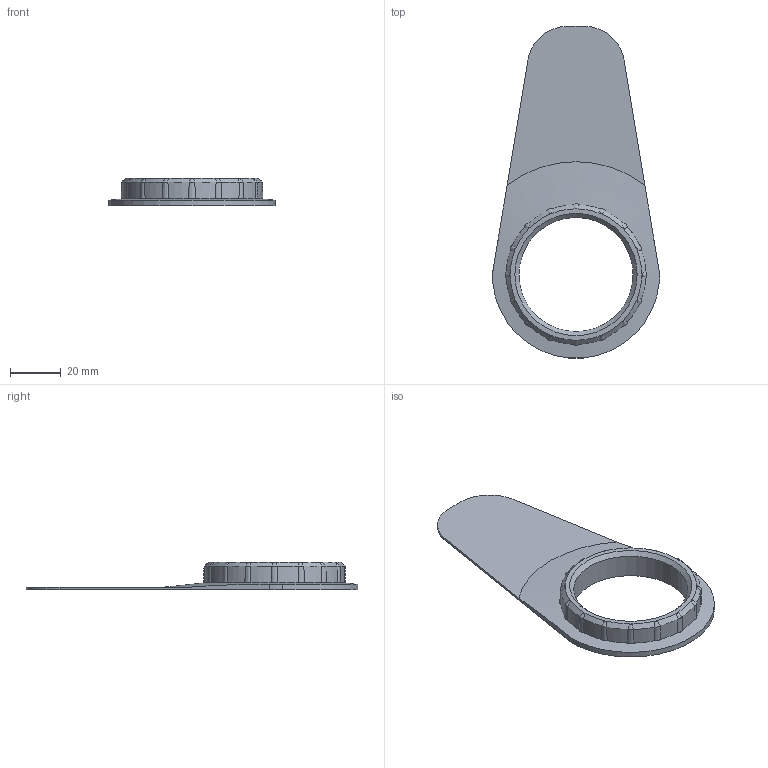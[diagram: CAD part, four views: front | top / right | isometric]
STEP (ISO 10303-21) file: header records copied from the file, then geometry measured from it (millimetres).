
FILE_DESCRIPTION(/* description */ ('','CAx-IF Rec.Pracs.---Representation and Presentation of Product Manufacturing Information (PMI)---4.0---2014-10-13'),/* implementation_level */ '2;1');
FILE_NAME(/* name */ 'tag-for-bambu-spool.step',/* time_stamp */ '2025-02-01T21:24:19+02:00',/* author */ (''),/* organization */ (''),/* preprocessor_version */ 'ST-DEVELOPER v20',/* originating_system */ 'Autodesk Translation Framework v13.20.0.188',/* authorisation */ '');
FILE_SCHEMA (('AP242_MANAGED_MODEL_BASED_3D_ENGINEERING_MIM_LF { 1 0 10303 442 1 1 4 }'));
Length unit declared in the file: millimetre
Products named in the file (1): RFID tag for Bambu spool
Bounding box: 65.87 x 130.87 x 11 mm (x, y, z)
Volume: 14370.4 mm3; surface area: 14138.8 mm2
Topology: 1 solids, 2 shells, 81 faces, 230 edges, 153 vertices
Faces by surface type: cone 50, cylinder 24, plane 7
Full cylindrical faces by diameter (mm): 26 x1, 45 x1
Entity records: 2953 total; most frequent: CARTESIAN_POINT 949, ORIENTED_EDGE 460, DIRECTION 372, EDGE_CURVE 230, AXIS2_PLACEMENT_3D 178, VERTEX_POINT 153, B_SPLINE_CURVE_WITH_KNOTS 116, CIRCLE 96
